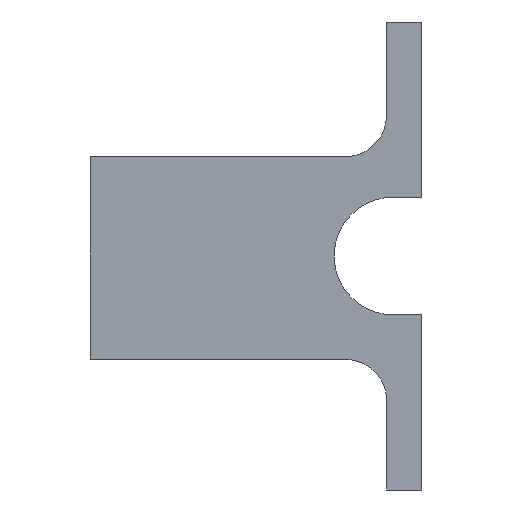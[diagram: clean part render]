
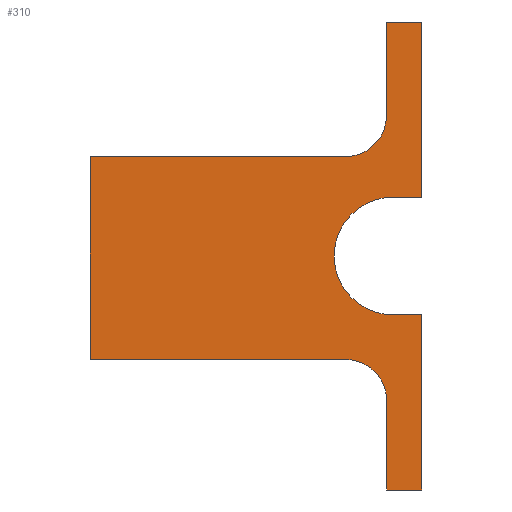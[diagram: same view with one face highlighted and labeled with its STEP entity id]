
A CAD part, front view. The second image highlights one B-rep face of the part: STEP entity #310.
In plain terms, the highlighted planar face has unit normal (0, -1, 0).
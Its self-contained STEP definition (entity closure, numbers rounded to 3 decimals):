
#15=CIRCLE('',#337,3.5);
#17=CIRCLE('',#343,3.519);
#19=CIRCLE('',#350,5.031);
#39=FACE_OUTER_BOUND('',#55,.T.);
#55=EDGE_LOOP('',(#268,#269,#270,#271,#272,#273,#274,#275,#276,#277,#278,
#279,#280,#281));
#56=LINE('',#442,#92);
#60=LINE('',#450,#96);
#64=LINE('',#462,#100);
#67=LINE('',#468,#103);
#70=LINE('',#474,#106);
#74=LINE('',#486,#110);
#77=LINE('',#492,#113);
#80=LINE('',#498,#116);
#83=LINE('',#504,#119);
#87=LINE('',#516,#123);
#90=LINE('',#521,#126);
#92=VECTOR('',#360,10.);
#96=VECTOR('',#366,10.);
#100=VECTOR('',#378,10.);
#103=VECTOR('',#383,10.);
#106=VECTOR('',#388,10.);
#110=VECTOR('',#400,10.);
#113=VECTOR('',#405,10.);
#116=VECTOR('',#410,10.);
#119=VECTOR('',#415,10.);
#123=VECTOR('',#427,10.);
#126=VECTOR('',#432,10.);
#128=VERTEX_POINT('',#440);
#129=VERTEX_POINT('',#441);
#132=VERTEX_POINT('',#449);
#134=VERTEX_POINT('',#455);
#136=VERTEX_POINT('',#461);
#138=VERTEX_POINT('',#467);
#140=VERTEX_POINT('',#473);
#142=VERTEX_POINT('',#479);
#144=VERTEX_POINT('',#485);
#146=VERTEX_POINT('',#491);
#148=VERTEX_POINT('',#497);
#150=VERTEX_POINT('',#503);
#152=VERTEX_POINT('',#509);
#154=VERTEX_POINT('',#515);
#156=EDGE_CURVE('',#128,#129,#56,.T.);
#160=EDGE_CURVE('',#132,#128,#60,.T.);
#163=EDGE_CURVE('',#134,#132,#15,.T.);
#166=EDGE_CURVE('',#136,#134,#64,.T.);
#169=EDGE_CURVE('',#138,#136,#67,.T.);
#172=EDGE_CURVE('',#140,#138,#70,.T.);
#175=EDGE_CURVE('',#142,#140,#17,.T.);
#178=EDGE_CURVE('',#144,#142,#74,.T.);
#181=EDGE_CURVE('',#146,#144,#77,.T.);
#184=EDGE_CURVE('',#148,#146,#80,.T.);
#187=EDGE_CURVE('',#150,#148,#83,.T.);
#190=EDGE_CURVE('',#152,#150,#19,.T.);
#193=EDGE_CURVE('',#154,#152,#87,.T.);
#196=EDGE_CURVE('',#129,#154,#90,.T.);
#268=ORIENTED_EDGE('',*,*,#196,.F.);
#269=ORIENTED_EDGE('',*,*,#156,.F.);
#270=ORIENTED_EDGE('',*,*,#160,.F.);
#271=ORIENTED_EDGE('',*,*,#163,.F.);
#272=ORIENTED_EDGE('',*,*,#166,.F.);
#273=ORIENTED_EDGE('',*,*,#169,.F.);
#274=ORIENTED_EDGE('',*,*,#172,.F.);
#275=ORIENTED_EDGE('',*,*,#175,.F.);
#276=ORIENTED_EDGE('',*,*,#178,.F.);
#277=ORIENTED_EDGE('',*,*,#181,.F.);
#278=ORIENTED_EDGE('',*,*,#184,.F.);
#279=ORIENTED_EDGE('',*,*,#187,.F.);
#280=ORIENTED_EDGE('',*,*,#190,.F.);
#281=ORIENTED_EDGE('',*,*,#193,.F.);
#294=PLANE('',#355);
#310=ADVANCED_FACE('',(#39),#294,.F.);
#337=AXIS2_PLACEMENT_3D('',#456,#371,#372);
#343=AXIS2_PLACEMENT_3D('',#480,#393,#394);
#350=AXIS2_PLACEMENT_3D('',#510,#420,#421);
#355=AXIS2_PLACEMENT_3D('',#524,#436,#437);
#360=DIRECTION('',(1.,0.,0.));
#366=DIRECTION('',(0.,0.,1.));
#371=DIRECTION('center_axis',(0.,-1.,0.));
#372=DIRECTION('ref_axis',(-1.,0.,0.));
#378=DIRECTION('',(1.,0.,0.));
#383=DIRECTION('',(0.,0.,1.));
#388=DIRECTION('',(-1.,0.,0.));
#393=DIRECTION('center_axis',(0.,-1.,0.));
#394=DIRECTION('ref_axis',(0.,0.,-1.));
#400=DIRECTION('',(0.,0.,1.));
#405=DIRECTION('',(-1.,0.,0.));
#410=DIRECTION('',(0.,0.,-1.));
#415=DIRECTION('',(1.,0.,0.));
#420=DIRECTION('center_axis',(0.,-1.,0.));
#421=DIRECTION('ref_axis',(0.11,0.,0.994));
#427=DIRECTION('',(-1.,0.,0.));
#432=DIRECTION('',(0.,0.,-1.));
#436=DIRECTION('center_axis',(0.,1.,0.));
#437=DIRECTION('ref_axis',(0.,0.,1.));
#440=CARTESIAN_POINT('',(8.249,0.,21.558));
#441=CARTESIAN_POINT('',(11.249,0.,21.558));
#442=CARTESIAN_POINT('',(8.249,0.,21.558));
#449=CARTESIAN_POINT('',(8.249,0.,13.558));
#450=CARTESIAN_POINT('',(8.249,0.,13.558));
#455=CARTESIAN_POINT('',(4.749,0.,10.058));
#456=CARTESIAN_POINT('Origin',(4.749,0.,13.558));
#461=CARTESIAN_POINT('',(-17.059,0.,10.058));
#462=CARTESIAN_POINT('',(-17.059,0.,10.058));
#467=CARTESIAN_POINT('',(-17.059,0.,-7.287));
#468=CARTESIAN_POINT('',(-17.059,0.,-7.287));
#473=CARTESIAN_POINT('',(4.749,0.,-7.287));
#474=CARTESIAN_POINT('',(4.749,0.,-7.287));
#479=CARTESIAN_POINT('',(8.249,0.,-10.442));
#480=CARTESIAN_POINT('Origin',(4.749,0.,-10.806));
#485=CARTESIAN_POINT('',(8.249,0.,-18.442));
#486=CARTESIAN_POINT('',(8.249,0.,-18.442));
#491=CARTESIAN_POINT('',(11.249,0.,-18.442));
#492=CARTESIAN_POINT('',(11.249,0.,-18.442));
#497=CARTESIAN_POINT('',(11.249,0.,-3.442));
#498=CARTESIAN_POINT('',(11.249,0.,-3.442));
#503=CARTESIAN_POINT('',(8.249,0.,-3.442));
#504=CARTESIAN_POINT('',(8.249,0.,-3.442));
#509=CARTESIAN_POINT('',(8.249,0.,6.558));
#510=CARTESIAN_POINT('Origin',(8.804,0.,1.558));
#515=CARTESIAN_POINT('',(11.249,0.,6.558));
#516=CARTESIAN_POINT('',(11.249,0.,6.558));
#521=CARTESIAN_POINT('',(11.249,0.,21.558));
#524=CARTESIAN_POINT('Origin',(-2.905,0.,1.558));
